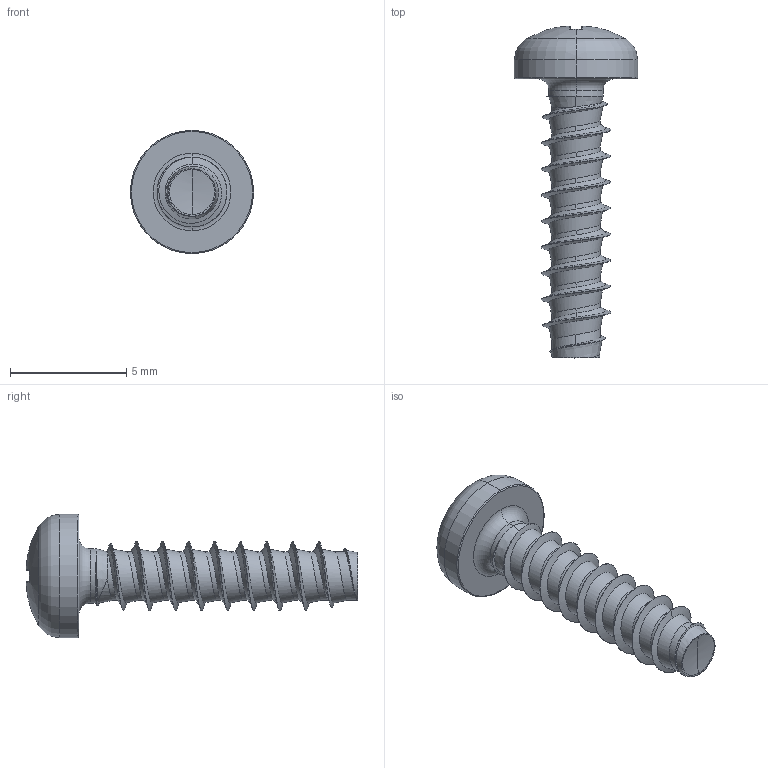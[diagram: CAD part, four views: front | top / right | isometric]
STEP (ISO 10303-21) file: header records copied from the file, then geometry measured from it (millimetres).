
FILE_DESCRIPTION (( 'STEP AP203' ), '1' );
FILE_NAME ('STP220300120.STEP', '2017-08-15T02:45:14', ( '' ), ( '' ), 'SwSTEP 2.0', 'SolidWorks 2015', '' );
FILE_SCHEMA (( 'CONFIG_CONTROL_DESIGN' ));
Length unit declared in the file: millimetre
Products named in the file (1): STP220300120
Bounding box: 5.3 x 14.27 x 5.3 mm (x, y, z)
Volume: 86.8 mm3; surface area: 201.4 mm2
Topology: 1 solids, 1 shells, 186 faces, 444 edges, 260 vertices
Faces by surface type: bspline 55, cylinder 45, plane 30, torus 28, sphere 20, cone 8
Entity records: 22149 total; most frequent: CARTESIAN_POINT 18267, ORIENTED_EDGE 884, DIRECTION 713, EDGE_CURVE 442, AXIS2_PLACEMENT_3D 312, VERTEX_POINT 260, EDGE_LOOP 188, FACE_OUTER_BOUND 186
